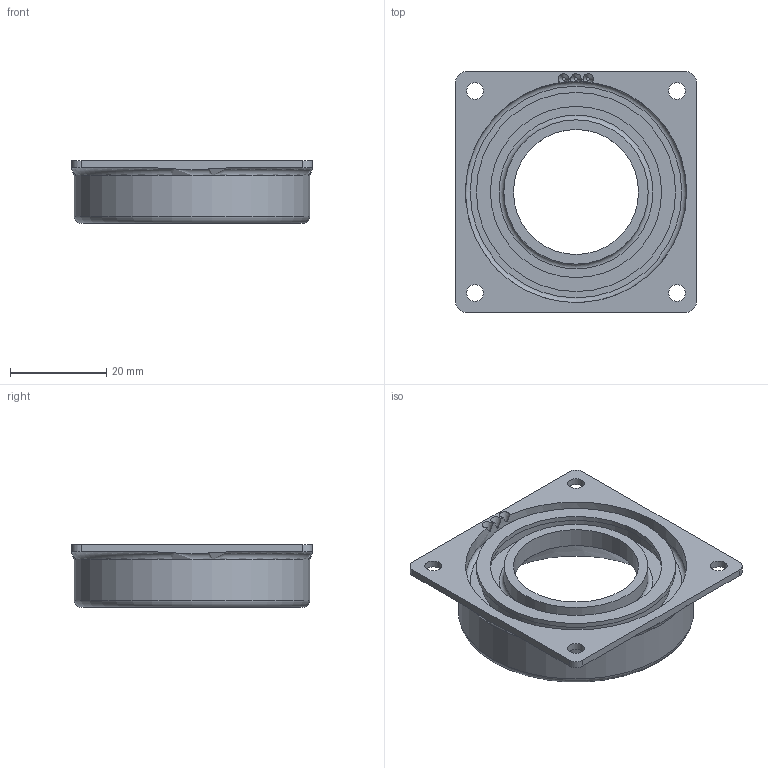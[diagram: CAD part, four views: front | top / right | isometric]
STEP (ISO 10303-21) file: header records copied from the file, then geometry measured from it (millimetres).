
FILE_DESCRIPTION(/* description */ ('Alibre Inc.'),/* implementation_level */ '2;1');
FILE_NAME(/* name */ 'export0',/* time_stamp */ '2015-07-11T14:34:37+12:00',/* author */ (''),/* organization */ (''),/* preprocessor_version */ 'ST-DEVELOPER v14',/* originating_system */ 'Alibre',/* authorisation */ '');
FILE_SCHEMA (('CONFIG_CONTROL_DESIGN'));
Length unit declared in the file: centimetre
Products named in the file (1): ID_1
Bounding box: 50 x 50 x 13 mm (x, y, z)
Volume: 11244.7 mm3; surface area: 8888.1 mm2
Topology: 1 solids, 1 shells, 43 faces, 102 edges, 67 vertices
Faces by surface type: plane 19, cylinder 16, torus 4, cone 4
Full cylindrical faces by diameter (mm): 3.5 x4, 26 x1, 30 x1, 35.612 x1, 38 x1, 39.5 x1, 41.416 x1, 46 x1, 49 x1
Entity records: 1442 total; most frequent: CARTESIAN_POINT 493, DIRECTION 165, ORIENTED_EDGE 150, AXIS2_PLACEMENT_3D 83, EDGE_LOOP 79, FACE_BOUND 79, EDGE_CURVE 75, VERTEX_POINT 60
